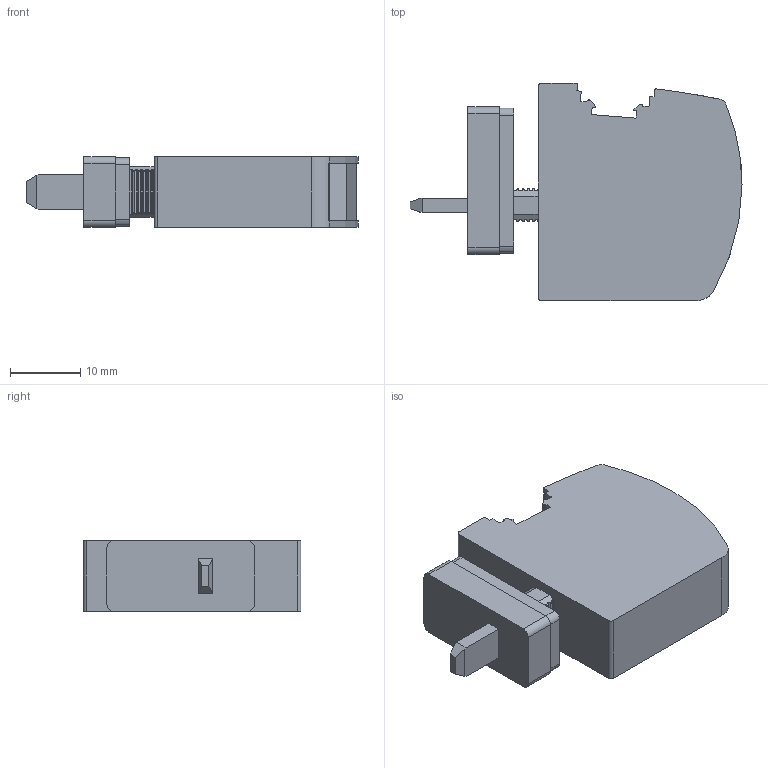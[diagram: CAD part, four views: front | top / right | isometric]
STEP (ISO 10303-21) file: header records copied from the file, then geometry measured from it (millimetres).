
FILE_DESCRIPTION(('SolidDesigner STEP Export'),'2;1');
FILE_NAME('3073461_UW_10_POT-select.stp','2009-03-31T 9:37:09',(''),(''),'CoCreate Modeling STEP processor for AP214 (Solid Model)','CoCreate Modeling 16.00A 16-Aug-2008 (C) Parametric Technology GmbH','');
FILE_SCHEMA(('AUTOMOTIVE_DESIGN { 1 0 10303 214 1 1 1 1 }'));
Length unit declared in the file: millimetre
Products named in the file (2): 3073461_UW_10_POT-select
Assembly tree (1 placements, depth 2):
  3073461_UW_10_POT-select
    3073461_UW_10_POT-select
Bounding box: 47.26 x 31 x 10.1 mm (x, y, z)
Volume: 9117.4 mm3; surface area: 3973.5 mm2
Topology: 1 solids, 1 shells, 129 faces, 364 edges, 242 vertices
Faces by surface type: plane 68, cylinder 59, extrusion 2
Entity records: 4636 total; most frequent: CARTESIAN_POINT 1126, ORIENTED_EDGE 728, DIRECTION 680, EDGE_CURVE 364, VERTEX_POINT 242, AXIS2_PLACEMENT_3D 227, VECTOR 226, LINE 225
